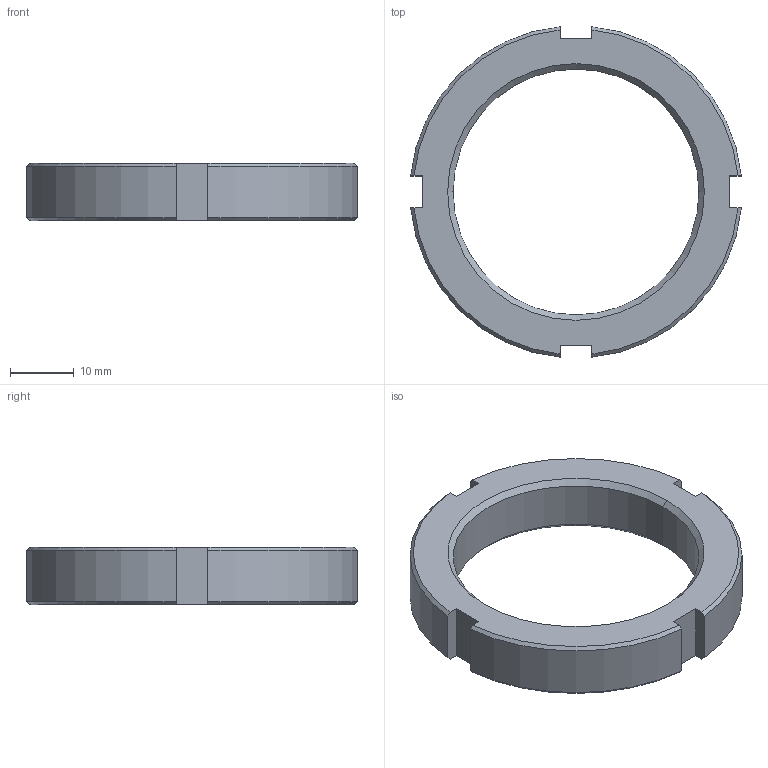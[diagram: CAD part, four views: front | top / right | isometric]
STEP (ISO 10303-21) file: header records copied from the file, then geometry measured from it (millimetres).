
FILE_DESCRIPTION((''),'2;1');
FILE_NAME('1200_50_05.stp','2003-04-08T09:02:10',('maffial1'),(''),'Autodesk Inventor (R) 6.0','Autodesk Inventor (R) 6.0','');
FILE_SCHEMA(('AUTOMOTIVE_DESIGN { 1 0 10303 214 1 1 1 1 }'));
Length unit declared in the file: millimetre
Products named in the file (1): 1200_50_05
Bounding box: 51.76 x 51.76 x 9 mm (x, y, z)
Volume: 8160 mm3; surface area: 4329.2 mm2
Topology: 1 solids, 1 shells, 32 faces, 86 edges, 56 vertices
Faces by surface type: plane 14, cone 8, bspline 6, cylinder 4
Entity records: 1091 total; most frequent: CARTESIAN_POINT 309, ORIENTED_EDGE 172, DIRECTION 148, EDGE_CURVE 86, VERTEX_POINT 56, AXIS2_PLACEMENT_3D 51, VECTOR 46, LINE 46
